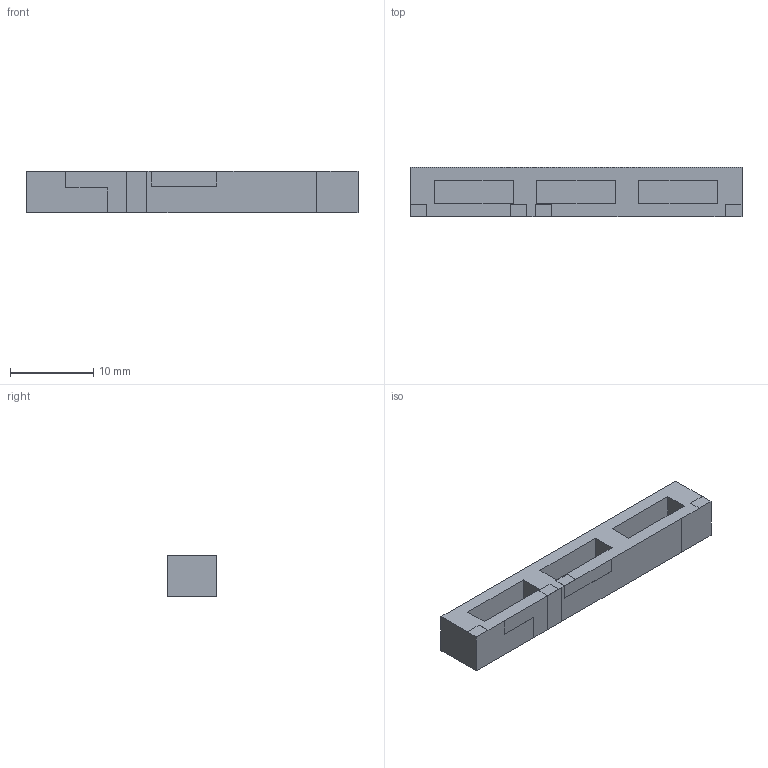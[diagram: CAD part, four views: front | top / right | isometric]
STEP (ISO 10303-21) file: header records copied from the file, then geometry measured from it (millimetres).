
FILE_DESCRIPTION (( 'STEP AP214' ), '1' );
FILE_NAME ('PA.711.A_Web.STEP', '2021-03-04T12:19:44', ( 'localadmin' ), ( '' ), 'SwSTEP 2.0', 'SolidWorks 2018', '' );
FILE_SCHEMA (( 'AUTOMOTIVE_DESIGN' ));
Length unit declared in the file: millimetre
Products named in the file (1): PA.711.A_Web
Bounding box: 40 x 6.01 x 5.01 mm (x, y, z)
Volume: 969.6 mm3; surface area: 1155.3 mm2
Topology: 1 solids, 1 shells, 536 faces, 1437 edges, 956 vertices
Faces by surface type: plane 345, bspline 191
Entity records: 28293 total; most frequent: CARTESIAN_POINT 10257, ORIENTED_EDGE 2874, DIRECTION 1747, EDGE_CURVE 1437, LINE 1055, VECTOR 1055, VERTEX_POINT 956, EDGE_LOOP 589
